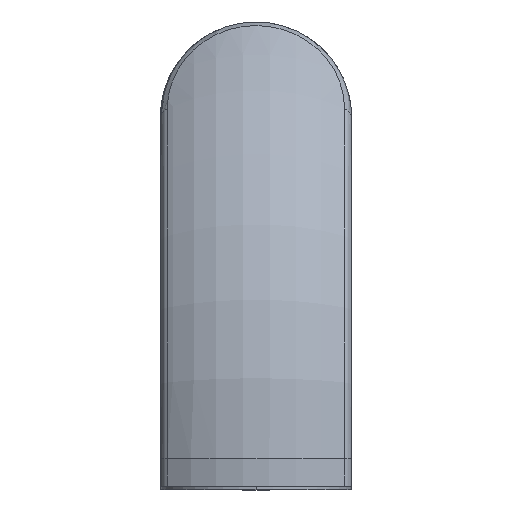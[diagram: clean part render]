
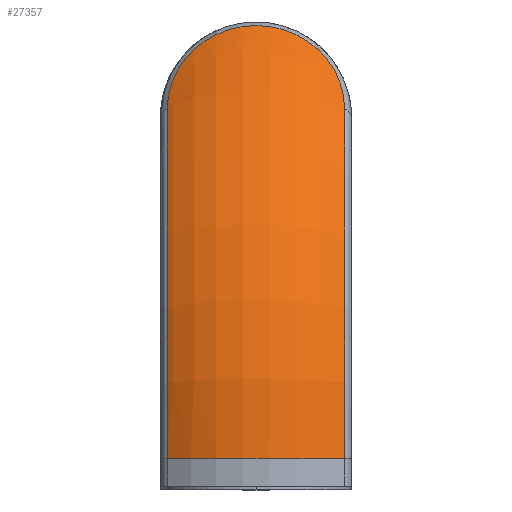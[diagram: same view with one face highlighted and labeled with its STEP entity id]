
A CAD part, top view. The second image highlights one B-rep face of the part: STEP entity #27357.
In plain terms, the highlighted toroidal (fillet/blend) face has major radius 72.969 mm and minor radius 28.521 mm.
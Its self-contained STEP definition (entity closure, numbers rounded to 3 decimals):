
#130 = CIRCLE ( 'NONE', #6362, 28.521 ) ;
#268 = CARTESIAN_POINT ( 'NONE',  ( 11.115, 12.655, 298.354 ) ) ;
#321 = VERTEX_POINT ( 'NONE', #23391 ) ;
#416 = CARTESIAN_POINT ( 'NONE',  ( -15.023, 7.283, 301.224 ) ) ;
#486 = AXIS2_PLACEMENT_3D ( 'NONE', #6529, #26886, #4288 ) ;
#554 = CARTESIAN_POINT ( 'NONE',  ( -1.137, 16.816, 296.839 ) ) ;
#957 = EDGE_CURVE ( 'NONE', #23477, #27151, #20675, .T. ) ;
#1000 = CARTESIAN_POINT ( 'NONE',  ( -7.541, 15.077, 297.405 ) ) ;
#1487 = EDGE_LOOP ( 'NONE', ( #10974, #12000, #21507, #27325 ) ) ;
#1492 = DIRECTION ( 'NONE',  ( 1., 0., 0. ) ) ;
#2108 = DIRECTION ( 'NONE',  ( 0., 0., -1. ) ) ;
#2380 = CARTESIAN_POINT ( 'NONE',  ( 11.513, 12.287, 298.515 ) ) ;
#2517 = CARTESIAN_POINT ( 'NONE',  ( 16.204, 1.641, 305.554 ) ) ;
#2828 = CARTESIAN_POINT ( 'NONE',  ( -4.454, 16.287, 297.001 ) ) ;
#2965 = CARTESIAN_POINT ( 'NONE',  ( 7.512, 15.092, 297.4 ) ) ;
#3118 = CARTESIAN_POINT ( 'NONE',  ( -12.27, 11.504, 298.877 ) ) ;
#3270 = CARTESIAN_POINT ( 'NONE',  ( 2.209, 16.709, 296.871 ) ) ;
#3411 = CARTESIAN_POINT ( 'NONE',  ( -12.62, 11.108, 299.068 ) ) ;
#4288 = DIRECTION ( 'NONE',  ( 0., 0., 1. ) ) ;
#4499 = CARTESIAN_POINT ( 'NONE',  ( 13.275, 10.339, 299.441 ) ) ;
#4643 = CARTESIAN_POINT ( 'NONE',  ( 15.517, 5.981, 302.098 ) ) ;
#5232 = CARTESIAN_POINT ( 'NONE',  ( 2.766, 16.626, 296.896 ) ) ;
#5527 = CARTESIAN_POINT ( 'NONE',  ( 10.282, 13.349, 298.062 ) ) ;
#5672 = CARTESIAN_POINT ( 'NONE',  ( -16.105, 3.346, 304.096 ) ) ;
#6362 = AXIS2_PLACEMENT_3D ( 'NONE', #17102, #16661, #7338 ) ;
#6529 = CARTESIAN_POINT ( 'NONE',  ( 16.204, -62.47, 233.511 ) ) ;
#6743 = CARTESIAN_POINT ( 'NONE',  ( 14.109, 9.056, 300.15 ) ) ;
#7033 = VERTEX_POINT ( 'NONE', #29246 ) ;
#7338 = DIRECTION ( 'NONE',  ( 0., 0., -1. ) ) ;
#7644 = CARTESIAN_POINT ( 'NONE',  ( -11.156, 12.653, 298.346 ) ) ;
#8993 = CARTESIAN_POINT ( 'NONE',  ( 15.774, 5.094, 302.737 ) ) ;
#9589 = CARTESIAN_POINT ( 'NONE',  ( -12.788, 10.907, 299.167 ) ) ;
#9722 = CARTESIAN_POINT ( 'NONE',  ( -14.12, 9.037, 300.161 ) ) ;
#10025 = CARTESIAN_POINT ( 'NONE',  ( -2.247, 16.704, 296.872 ) ) ;
#10165 = CARTESIAN_POINT ( 'NONE',  ( 8.948, 14.285, 297.694 ) ) ;
#10867 = B_SPLINE_CURVE_WITH_KNOTS ( 'NONE', 3,
 ( #2517, #13510, #11690, #20900, #8993, #4643, #27407, #22714, #18177, #23016, #6743, #4499, #13660, #2380, #268, #5527, #25725, #10165, #24052, #2965, #11979, #19359, #21628, #5232, #3270, #18774, #14392, #23458, #554, #10025, #26314, #2828, #21191, #12426, #1000, #23754, #23603, #28600, #7644, #21050, #3118, #3411, #9589, #27993, #14690, #9722, #19217, #14245, #416, #23908, #18921, #28150, #5672, #21481, #14837, #16810 ),
 .UNSPECIFIED., .F., .F.,
 ( 4, 2, 2, 2, 2, 2, 2, 2, 2, 2, 2, 2, 2, 2, 2, 2, 2, 2, 2, 2, 2, 2, 2, 2, 2, 2, 2, 4 ),
 ( 0., 0.003, 0.005, 0.007, 0.008, 0.01, 0.013, 0.015, 0.017, 0.018, 0.02, 0.023, 0.025, 0.027, 0.029, 0.03, 0.034, 0.035, 0.037, 0.04, 0.041, 0.042, 0.044, 0.045, 0.047, 0.05, 0.052, 0.054 ),
 .UNSPECIFIED. ) ;
#10974 = ORIENTED_EDGE ( 'NONE', *, *, #20849, .T. ) ;
#11690 = CARTESIAN_POINT ( 'NONE',  ( 16.128, 3.338, 304.089 ) ) ;
#11979 = CARTESIAN_POINT ( 'NONE',  ( 7.008, 15.333, 297.317 ) ) ;
#12000 = ORIENTED_EDGE ( 'NONE', *, *, #957, .T. ) ;
#12426 = CARTESIAN_POINT ( 'NONE',  ( -7.042, 15.317, 297.322 ) ) ;
#13510 = CARTESIAN_POINT ( 'NONE',  ( 16.204, 2.482, 304.806 ) ) ;
#13526 = CARTESIAN_POINT ( 'NONE',  ( -16.204, -62.47, 233.511 ) ) ;
#13660 = CARTESIAN_POINT ( 'NONE',  ( 12.628, 11.15, 299.037 ) ) ;
#14245 = CARTESIAN_POINT ( 'NONE',  ( -14.821, 7.729, 300.941 ) ) ;
#14392 = CARTESIAN_POINT ( 'NONE',  ( 0.533, 16.845, 296.83 ) ) ;
#14522 = AXIS2_PLACEMENT_3D ( 'NONE', #19472, #21589, #21287 ) ;
#14690 = CARTESIAN_POINT ( 'NONE',  ( -13.572, 9.883, 299.692 ) ) ;
#14837 = CARTESIAN_POINT ( 'NONE',  ( -16.204, 2.061, 305.18 ) ) ;
#16661 = DIRECTION ( 'NONE',  ( 0., 1., 0. ) ) ;
#16697 = CARTESIAN_POINT ( 'NONE',  ( 16.204, -62.47, 329.949 ) ) ;
#16768 = FACE_OUTER_BOUND ( 'NONE', #1487, .T. ) ;
#16810 = CARTESIAN_POINT ( 'NONE',  ( -16.204, 1.641, 305.554 ) ) ;
#17102 = CARTESIAN_POINT ( 'NONE',  ( 0., -62.47, 306.479 ) ) ;
#17119 = EDGE_CURVE ( 'NONE', #7033, #321, #24694, .T. ) ;
#18177 = CARTESIAN_POINT ( 'NONE',  ( 14.813, 7.745, 300.931 ) ) ;
#18774 = CARTESIAN_POINT ( 'NONE',  ( 1.091, 16.819, 296.838 ) ) ;
#18921 = CARTESIAN_POINT ( 'NONE',  ( -15.799, 5.079, 302.735 ) ) ;
#19217 = CARTESIAN_POINT ( 'NONE',  ( -14.369, 8.606, 300.41 ) ) ;
#19359 = CARTESIAN_POINT ( 'NONE',  ( 5.466, 15.976, 297.099 ) ) ;
#19472 = CARTESIAN_POINT ( 'NONE',  ( 0., -62.47, 233.511 ) ) ;
#19870 = AXIS2_PLACEMENT_3D ( 'NONE', #13526, #1492, #2108 ) ;
#20675 = CIRCLE ( 'NONE', #486, 96.439 ) ;
#20813 = EDGE_CURVE ( 'NONE', #27151, #7033, #10867, .T. ) ;
#20849 = EDGE_CURVE ( 'NONE', #321, #23477, #130, .T. ) ;
#20900 = CARTESIAN_POINT ( 'NONE',  ( 15.88, 4.65, 303.069 ) ) ;
#21050 = CARTESIAN_POINT ( 'NONE',  ( -12.088, 11.7, 298.785 ) ) ;
#21191 = CARTESIAN_POINT ( 'NONE',  ( -5.513, 15.959, 297.105 ) ) ;
#21287 = DIRECTION ( 'NONE',  ( 0., 0., 1. ) ) ;
#21481 = CARTESIAN_POINT ( 'NONE',  ( -16.185, 2.487, 304.812 ) ) ;
#21507 = ORIENTED_EDGE ( 'NONE', *, *, #20813, .T. ) ;
#21589 = DIRECTION ( 'NONE',  ( -1., 0., 0. ) ) ;
#21628 = CARTESIAN_POINT ( 'NONE',  ( 4.405, 16.299, 296.997 ) ) ;
#22714 = CARTESIAN_POINT ( 'NONE',  ( 15.013, 7.306, 301.21 ) ) ;
#22750 = TOROIDAL_SURFACE ( 'NONE', #14522, 72.969, 28.521 ) ;
#23016 = CARTESIAN_POINT ( 'NONE',  ( 14.362, 8.619, 300.402 ) ) ;
#23391 = CARTESIAN_POINT ( 'NONE',  ( -16.204, -62.47, 329.949 ) ) ;
#23458 = CARTESIAN_POINT ( 'NONE',  ( -0.581, 16.844, 296.83 ) ) ;
#23477 = VERTEX_POINT ( 'NONE', #16697 ) ;
#23603 = CARTESIAN_POINT ( 'NONE',  ( -8.986, 14.261, 297.704 ) ) ;
#23754 = CARTESIAN_POINT ( 'NONE',  ( -8.517, 14.547, 297.597 ) ) ;
#23908 = CARTESIAN_POINT ( 'NONE',  ( -15.55, 5.956, 302.103 ) ) ;
#24052 = CARTESIAN_POINT ( 'NONE',  ( 8.48, 14.568, 297.589 ) ) ;
#24694 = CIRCLE ( 'NONE', #19870, 96.439 ) ;
#25725 = CARTESIAN_POINT ( 'NONE',  ( 9.849, 13.675, 297.931 ) ) ;
#26314 = CARTESIAN_POINT ( 'NONE',  ( -2.802, 16.62, 296.898 ) ) ;
#26886 = DIRECTION ( 'NONE',  ( -1., 0., 0. ) ) ;
#27151 = VERTEX_POINT ( 'NONE', #29644 ) ;
#27325 = ORIENTED_EDGE ( 'NONE', *, *, #17119, .T. ) ;
#27357 = ADVANCED_FACE ( 'NONE', ( #16768 ), #22750, .T. ) ;
#27407 = CARTESIAN_POINT ( 'NONE',  ( 15.365, 6.424, 301.793 ) ) ;
#27993 = CARTESIAN_POINT ( 'NONE',  ( -13.274, 10.299, 299.474 ) ) ;
#28150 = CARTESIAN_POINT ( 'NONE',  ( -16.045, 3.777, 303.748 ) ) ;
#28600 = CARTESIAN_POINT ( 'NONE',  ( -10.334, 13.343, 298.06 ) ) ;
#29246 = CARTESIAN_POINT ( 'NONE',  ( -16.204, 1.641, 305.554 ) ) ;
#29644 = CARTESIAN_POINT ( 'NONE',  ( 16.204, 1.641, 305.554 ) ) ;
